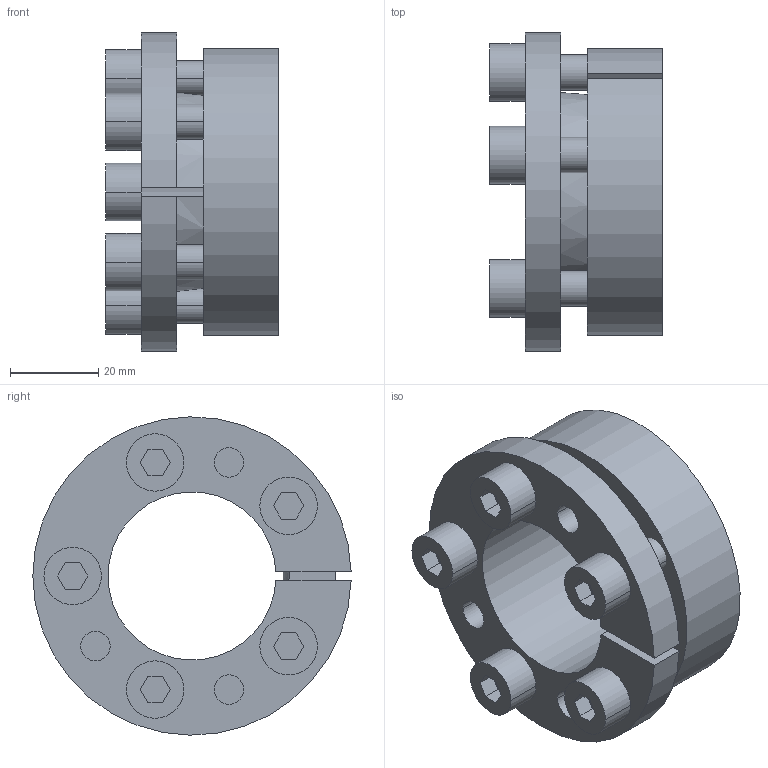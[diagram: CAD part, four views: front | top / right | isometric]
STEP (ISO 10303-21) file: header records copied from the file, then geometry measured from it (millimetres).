
FILE_DESCRIPTION((''),'2;1');
FILE_NAME('082255038065_INT_ASM','2006-02-28T',('Rathmann'),(''),'PRO/ENGINEER BY PARAMETRIC TECHNOLOGY CORPORATION, 2005180','PRO/ENGINEER BY PARAMETRIC TECHNOLOGY CORPORATION, 2005180','');
FILE_SCHEMA(('AUTOMOTIVE_DESIGN_CC2 { 1 2 10303 214 -1 1 5 2 }'));
Length unit declared in the file: millimetre
Products named in the file (4): 082255038065I_INT; 082255038065A_INT; DIN912-M8X25_INT; 082255038065_INT_ASM
Assembly tree (7 placements, depth 2):
  082255038065_INT_ASM
    082255038065I_INT
    082255038065A_INT
    DIN912-M8X25_INT  x5
Bounding box: 39 x 71.99 x 71.99 mm (x, y, z)
Volume: 66396 mm3; surface area: 32031.3 mm2
Topology: 7 solids, 7 shells, 120 faces, 299 edges, 224 vertices
Faces by surface type: plane 59, cylinder 49, cone 12
Entity records: 2103 total; most frequent: DIRECTION 377, CARTESIAN_POINT 346, ORIENTED_EDGE 284, AXIS2_PLACEMENT_3D 147, EDGE_CURVE 142, VERTEX_POINT 94, EDGE_LOOP 84, VECTOR 83
